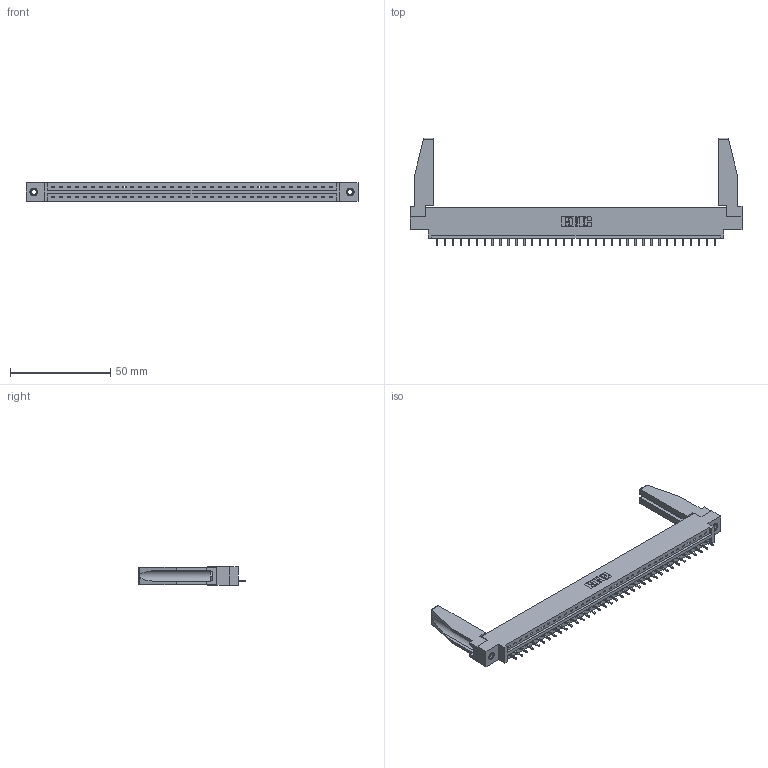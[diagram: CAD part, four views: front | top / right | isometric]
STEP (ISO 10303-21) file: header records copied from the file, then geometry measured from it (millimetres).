
FILE_DESCRIPTION (( 'STEP AP203' ), '1' );
FILE_NAME ('387-036-521-678.STEP', '2019-10-04T13:04:52', ( '' ), ( '' ), 'SwSTEP 2.0', 'SolidWorks 2016', '' );
FILE_SCHEMA (( 'CONFIG_CONTROL_DESIGN' ));
Length unit declared in the file: inch
Products named in the file (5): 307-220-078; 345-292-001_345-293-121; 337 Part_0.170 Offset - 0.156 Dia-TI; 345-250-001_345-250-001-102; 387-036-521-678
Assembly tree (41 placements, depth 2):
  387-036-521-678
    337 Part_0.170 Offset - 0.156 Dia-TI
    345-292-001_345-293-121  x36
    345-250-001_345-250-001-102  x2
    307-220-078  x2
Bounding box: 165.66 x 53.85 x 9.4 mm (x, y, z)
Volume: 20915.8 mm3; surface area: 20952.6 mm2
Topology: 41 solids, 41 shells, 2480 faces, 7421 edges, 4890 vertices
Faces by surface type: plane 1814, cylinder 650, cone 12, torus 4
Entity records: 30126 total; most frequent: CARTESIAN_POINT 5240, ORIENTED_EDGE 5168, DIRECTION 4432, EDGE_CURVE 2584, VECTOR 2418, LINE 2418, VERTEX_POINT 1716, AXIS2_PLACEMENT_3D 1007
